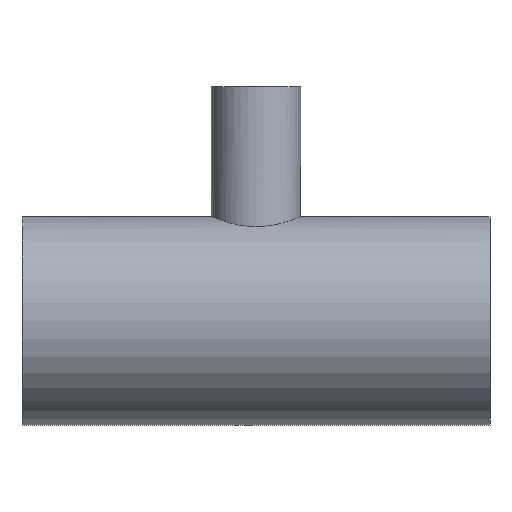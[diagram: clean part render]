
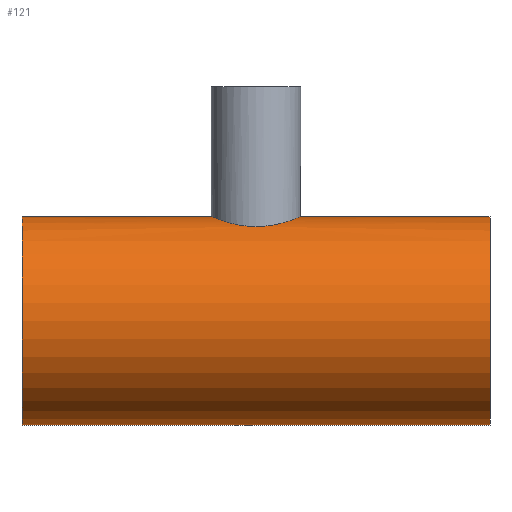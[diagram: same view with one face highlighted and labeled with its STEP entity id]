
A CAD part, front view. The second image highlights one B-rep face of the part: STEP entity #121.
In plain terms, the highlighted cylindrical face has radius 44.55 mm (diameter 89.1 mm), a full revolution.
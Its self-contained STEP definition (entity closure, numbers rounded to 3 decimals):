
#21=FACE_BOUND('',#39,.T.);
#28=FACE_OUTER_BOUND('',#38,.T.);
#38=EDGE_LOOP('',(#104,#105,#106,#107));
#39=EDGE_LOOP('',(#108,#109));
#46=CIRCLE('',#152,44.55);
#47=CIRCLE('',#154,44.55);
#51=LINE('',#350,#55);
#55=VECTOR('',#185,44.55);
#58=B_SPLINE_CURVE_WITH_KNOTS('',3,(#275,#276,#277,#278,#279,#280,#281,
#282,#283,#284,#285,#286,#287,#288,#289,#290,#291,#292),.UNSPECIFIED.,.F.,
 .F.,(4,2,2,2,2,2,2,2,4),(0.,0.364,0.728,1.093,
1.457,1.821,2.184,2.548,2.912),
 .UNSPECIFIED.);
#59=B_SPLINE_CURVE_WITH_KNOTS('',3,(#293,#294,#295,#296,#297,#298,#299,
#300,#301,#302,#303,#304,#305,#306,#307,#308,#309,#310,#311,#312,#313,#314,
#315,#316,#317,#318,#319,#320,#321,#322,#323,#324,#325,#326,#327,#328,#329,
#330,#331,#332,#333,#334,#335,#336,#337,#338,#339,#340,#341,#342),
 .UNSPECIFIED.,.F.,.F.,(4,2,2,2,2,2,2,2,2,2,2,2,2,2,2,2,2,2,2,2,2,2,2,2,
4),(2.912,3.275,3.639,4.003,
4.366,4.731,5.095,5.459,5.823,
6.187,6.552,6.916,7.28,7.644,
8.007,8.371,8.735,9.099,9.462,
9.826,10.19,10.554,10.918,11.282,
11.646),.UNSPECIFIED.);
#66=VERTEX_POINT('',#272);
#67=VERTEX_POINT('',#274);
#68=VERTEX_POINT('',#345);
#69=VERTEX_POINT('',#348);
#79=EDGE_CURVE('',#67,#66,#58,.T.);
#80=EDGE_CURVE('',#66,#67,#59,.T.);
#81=EDGE_CURVE('',#68,#68,#46,.T.);
#82=EDGE_CURVE('',#69,#69,#47,.T.);
#83=EDGE_CURVE('',#69,#68,#51,.T.);
#104=ORIENTED_EDGE('',*,*,#82,.F.);
#105=ORIENTED_EDGE('',*,*,#83,.T.);
#106=ORIENTED_EDGE('',*,*,#81,.F.);
#107=ORIENTED_EDGE('',*,*,#83,.F.);
#108=ORIENTED_EDGE('',*,*,#79,.T.);
#109=ORIENTED_EDGE('',*,*,#80,.T.);
#115=CYLINDRICAL_SURFACE('',#153,44.55);
#121=ADVANCED_FACE('',(#28,#21),#115,.T.);
#152=AXIS2_PLACEMENT_3D('',#346,#179,#180);
#153=AXIS2_PLACEMENT_3D('',#347,#181,#182);
#154=AXIS2_PLACEMENT_3D('',#349,#183,#184);
#179=DIRECTION('center_axis',(-1.,0.,0.));
#180=DIRECTION('ref_axis',(0.,1.,0.));
#181=DIRECTION('center_axis',(1.,0.,0.));
#182=DIRECTION('ref_axis',(0.,1.,0.));
#183=DIRECTION('center_axis',(1.,0.,0.));
#184=DIRECTION('ref_axis',(0.,1.,0.));
#185=DIRECTION('',(-1.,0.,0.));
#272=CARTESIAN_POINT('',(-19.05,0.,44.55));
#274=CARTESIAN_POINT('',(0.,-19.05,40.272));
#275=CARTESIAN_POINT('Ctrl Pts',(0.,-19.05,40.272));
#276=CARTESIAN_POINT('Ctrl Pts',(-1.214,-19.05,40.272));
#277=CARTESIAN_POINT('Ctrl Pts',(-2.463,-18.932,40.328));
#278=CARTESIAN_POINT('Ctrl Pts',(-4.938,-18.442,40.554));
#279=CARTESIAN_POINT('Ctrl Pts',(-6.163,-18.07,40.724));
#280=CARTESIAN_POINT('Ctrl Pts',(-8.504,-17.094,41.144));
#281=CARTESIAN_POINT('Ctrl Pts',(-9.622,-16.489,41.393));
#282=CARTESIAN_POINT('Ctrl Pts',(-11.686,-15.096,41.921));
#283=CARTESIAN_POINT('Ctrl Pts',(-12.633,-14.308,42.199));
#284=CARTESIAN_POINT('Ctrl Pts',(-14.307,-12.634,42.73));
#285=CARTESIAN_POINT('Ctrl Pts',(-15.094,-11.688,43.003));
#286=CARTESIAN_POINT('Ctrl Pts',(-16.488,-9.623,43.511));
#287=CARTESIAN_POINT('Ctrl Pts',(-17.093,-8.504,43.747));
#288=CARTESIAN_POINT('Ctrl Pts',(-18.071,-6.162,44.138));
#289=CARTESIAN_POINT('Ctrl Pts',(-18.443,-4.936,44.293));
#290=CARTESIAN_POINT('Ctrl Pts',(-18.932,-2.461,44.499));
#291=CARTESIAN_POINT('Ctrl Pts',(-19.05,-1.212,44.55));
#292=CARTESIAN_POINT('Ctrl Pts',(-19.05,0.,44.55));
#293=CARTESIAN_POINT('Ctrl Pts',(-19.05,0.,44.55));
#294=CARTESIAN_POINT('Ctrl Pts',(-19.05,1.212,44.55));
#295=CARTESIAN_POINT('Ctrl Pts',(-18.932,2.461,44.499));
#296=CARTESIAN_POINT('Ctrl Pts',(-18.443,4.936,44.293));
#297=CARTESIAN_POINT('Ctrl Pts',(-18.071,6.162,44.138));
#298=CARTESIAN_POINT('Ctrl Pts',(-17.093,8.504,43.747));
#299=CARTESIAN_POINT('Ctrl Pts',(-16.488,9.623,43.511));
#300=CARTESIAN_POINT('Ctrl Pts',(-15.094,11.688,43.003));
#301=CARTESIAN_POINT('Ctrl Pts',(-14.307,12.634,42.73));
#302=CARTESIAN_POINT('Ctrl Pts',(-12.633,14.308,42.199));
#303=CARTESIAN_POINT('Ctrl Pts',(-11.686,15.096,41.921));
#304=CARTESIAN_POINT('Ctrl Pts',(-9.622,16.489,41.393));
#305=CARTESIAN_POINT('Ctrl Pts',(-8.504,17.094,41.144));
#306=CARTESIAN_POINT('Ctrl Pts',(-6.163,18.07,40.724));
#307=CARTESIAN_POINT('Ctrl Pts',(-4.938,18.442,40.554));
#308=CARTESIAN_POINT('Ctrl Pts',(-2.463,18.932,40.328));
#309=CARTESIAN_POINT('Ctrl Pts',(-1.214,19.05,40.272));
#310=CARTESIAN_POINT('Ctrl Pts',(1.214,19.05,40.272));
#311=CARTESIAN_POINT('Ctrl Pts',(2.463,18.932,40.328));
#312=CARTESIAN_POINT('Ctrl Pts',(4.938,18.442,40.554));
#313=CARTESIAN_POINT('Ctrl Pts',(6.163,18.07,40.724));
#314=CARTESIAN_POINT('Ctrl Pts',(8.504,17.094,41.144));
#315=CARTESIAN_POINT('Ctrl Pts',(9.622,16.489,41.393));
#316=CARTESIAN_POINT('Ctrl Pts',(11.686,15.096,41.921));
#317=CARTESIAN_POINT('Ctrl Pts',(12.633,14.308,42.199));
#318=CARTESIAN_POINT('Ctrl Pts',(14.307,12.634,42.73));
#319=CARTESIAN_POINT('Ctrl Pts',(15.094,11.688,43.003));
#320=CARTESIAN_POINT('Ctrl Pts',(16.488,9.623,43.511));
#321=CARTESIAN_POINT('Ctrl Pts',(17.093,8.504,43.747));
#322=CARTESIAN_POINT('Ctrl Pts',(18.071,6.162,44.138));
#323=CARTESIAN_POINT('Ctrl Pts',(18.443,4.936,44.293));
#324=CARTESIAN_POINT('Ctrl Pts',(18.932,2.461,44.499));
#325=CARTESIAN_POINT('Ctrl Pts',(19.05,1.212,44.55));
#326=CARTESIAN_POINT('Ctrl Pts',(19.05,-1.212,44.55));
#327=CARTESIAN_POINT('Ctrl Pts',(18.932,-2.461,44.499));
#328=CARTESIAN_POINT('Ctrl Pts',(18.443,-4.936,44.293));
#329=CARTESIAN_POINT('Ctrl Pts',(18.071,-6.162,44.138));
#330=CARTESIAN_POINT('Ctrl Pts',(17.093,-8.504,43.747));
#331=CARTESIAN_POINT('Ctrl Pts',(16.488,-9.623,43.511));
#332=CARTESIAN_POINT('Ctrl Pts',(15.094,-11.688,43.003));
#333=CARTESIAN_POINT('Ctrl Pts',(14.307,-12.634,42.73));
#334=CARTESIAN_POINT('Ctrl Pts',(12.633,-14.308,42.199));
#335=CARTESIAN_POINT('Ctrl Pts',(11.686,-15.096,41.921));
#336=CARTESIAN_POINT('Ctrl Pts',(9.622,-16.489,41.393));
#337=CARTESIAN_POINT('Ctrl Pts',(8.504,-17.094,41.144));
#338=CARTESIAN_POINT('Ctrl Pts',(6.163,-18.07,40.724));
#339=CARTESIAN_POINT('Ctrl Pts',(4.938,-18.442,40.554));
#340=CARTESIAN_POINT('Ctrl Pts',(2.463,-18.932,40.328));
#341=CARTESIAN_POINT('Ctrl Pts',(1.214,-19.05,40.272));
#342=CARTESIAN_POINT('Ctrl Pts',(0.,-19.05,40.272));
#345=CARTESIAN_POINT('',(-100.,-44.55,0.));
#346=CARTESIAN_POINT('Origin',(-100.,0.,0.));
#347=CARTESIAN_POINT('Origin',(0.,0.,0.));
#348=CARTESIAN_POINT('',(100.,-44.55,0.));
#349=CARTESIAN_POINT('Origin',(100.,0.,0.));
#350=CARTESIAN_POINT('',(0.,-44.55,0.));
